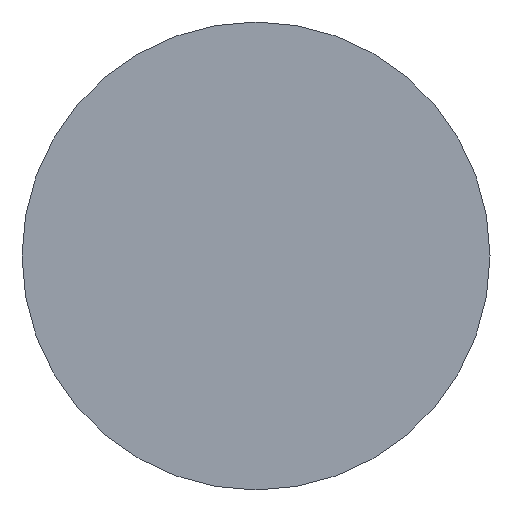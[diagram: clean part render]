
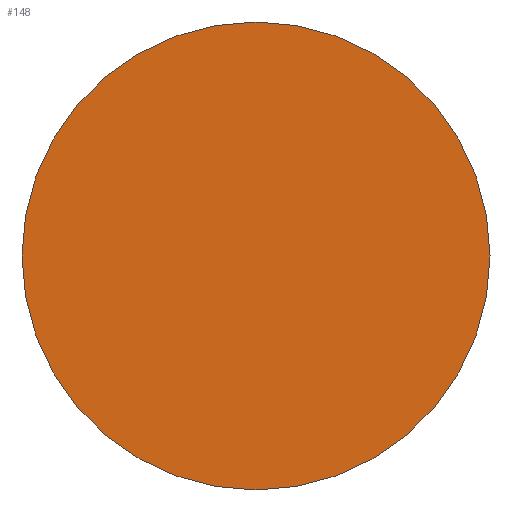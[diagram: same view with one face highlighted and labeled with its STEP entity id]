
A CAD part, left-side view. The second image highlights one B-rep face of the part: STEP entity #148.
In plain terms, the highlighted planar face has unit normal (-1, 0, 0).
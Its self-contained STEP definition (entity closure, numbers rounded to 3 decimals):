
#14 = FACE_OUTER_BOUND ( 'NONE', #95, .T. ) ;
#30 = CARTESIAN_POINT ( 'NONE',  ( 896.037, 346.946, 0. ) ) ;
#35 = ORIENTED_EDGE ( 'NONE', *, *, #77, .F. ) ;
#43 = DIRECTION ( 'NONE',  ( 0., 1., 0. ) ) ;
#56 = CIRCLE ( 'NONE', #132, 5. ) ;
#60 = DIRECTION ( 'NONE',  ( 1., 0., 0. ) ) ;
#63 = EDGE_CURVE ( 'NONE', #127, #163, #102, .T. ) ;
#66 = CARTESIAN_POINT ( 'NONE',  ( 896.037, 346.946, 0. ) ) ;
#77 = EDGE_CURVE ( 'NONE', #163, #127, #56, .T. ) ;
#80 = ORIENTED_EDGE ( 'NONE', *, *, #63, .F. ) ;
#85 = PLANE ( 'NONE',  #134 ) ;
#86 = DIRECTION ( 'NONE',  ( 0., 1., 0. ) ) ;
#95 = EDGE_LOOP ( 'NONE', ( #80, #35 ) ) ;
#102 = CIRCLE ( 'NONE', #118, 5. ) ;
#118 = AXIS2_PLACEMENT_3D ( 'NONE', #125, #157, #86 ) ;
#119 = DIRECTION ( 'NONE',  ( 0., -1., 0. ) ) ;
#125 = CARTESIAN_POINT ( 'NONE',  ( 896.037, 346.946, 0. ) ) ;
#127 = VERTEX_POINT ( 'NONE', #159 ) ;
#129 = CARTESIAN_POINT ( 'NONE',  ( 896.037, 341.946, 0. ) ) ;
#132 = AXIS2_PLACEMENT_3D ( 'NONE', #30, #60, #43 ) ;
#134 = AXIS2_PLACEMENT_3D ( 'NONE', #66, #140, #119 ) ;
#140 = DIRECTION ( 'NONE',  ( -1., 0., 0. ) ) ;
#148 = ADVANCED_FACE ( 'NONE', ( #14 ), #85, .T. ) ;
#157 = DIRECTION ( 'NONE',  ( 1., 0., 0. ) ) ;
#159 = CARTESIAN_POINT ( 'NONE',  ( 896.037, 351.946, 0. ) ) ;
#163 = VERTEX_POINT ( 'NONE', #129 ) ;
